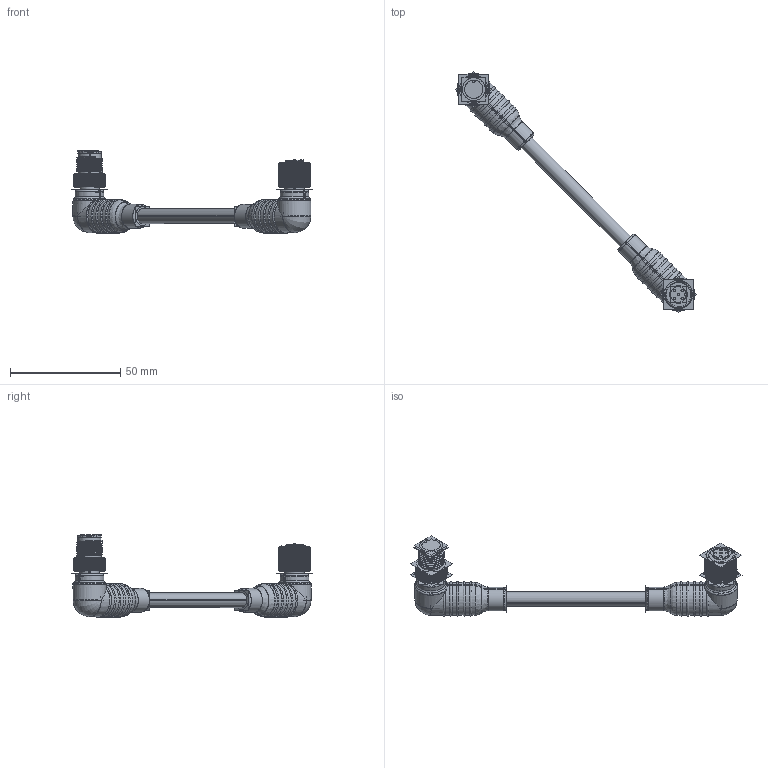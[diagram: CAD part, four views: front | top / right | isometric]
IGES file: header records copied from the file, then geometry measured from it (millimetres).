
Start section:  PTC IGES file: 254702_sm01.igs
Global section: file name: 254702_sm01.igs; native system: Creo Parametric by PTC Inc.; preprocessor: 2022414; author: banengservice; organization: Unknown; date: 20260128.153915; units: millimetre
Bounding box: 109.11 x 109.22 x 37.54 mm (x, y, z)
Volume: 18813.9 mm3; surface area: 44861.6 mm2
Topology: 1 solids, 1 shells, 1678 faces, 9244 edges, 11942 vertices
Faces by surface type: revolution 1214, bspline 464
